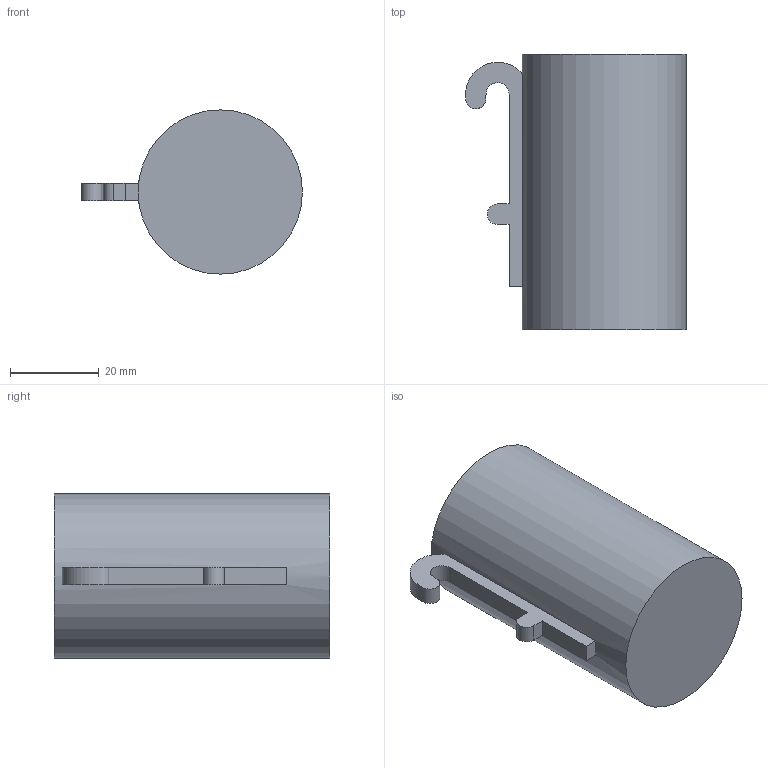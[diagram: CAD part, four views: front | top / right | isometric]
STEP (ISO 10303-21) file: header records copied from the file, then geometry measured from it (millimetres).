
FILE_DESCRIPTION(/* description */ (''),/* implementation_level */ '2;1');
FILE_NAME(/* name */ 'Brushholder v2.step',/* time_stamp */ '2021-04-26T09:22:16+02:00',/* author */ (''),/* organization */ (''),/* preprocessor_version */ 'ST-DEVELOPER v18.1',/* originating_system */ 'Autodesk Translation Framework v9.10.0.1330',/* authorisation */ '');
FILE_SCHEMA (('AUTOMOTIVE_DESIGN { 1 0 10303 214 3 1 1 }'));
Length unit declared in the file: millimetre
Products named in the file (2): Brushholder; SkadisHook v2
Assembly tree (1 placements, depth 2):
  Brushholder
    SkadisHook v2
Bounding box: 49.73 x 62 x 37 mm (x, y, z)
Volume: 9845.9 mm3; surface area: 16581 mm2
Topology: 1 solids, 1 shells, 14 faces, 33 edges, 22 vertices
Faces by surface type: plane 10, cylinder 3, bspline 1
Full cylindrical faces by diameter (mm): 35 x1, 37 x1
Entity records: 587 total; most frequent: CARTESIAN_POINT 212, DIRECTION 69, ORIENTED_EDGE 66, EDGE_CURVE 33, AXIS2_PLACEMENT_3D 24, VERTEX_POINT 22, LINE 21, VECTOR 21
